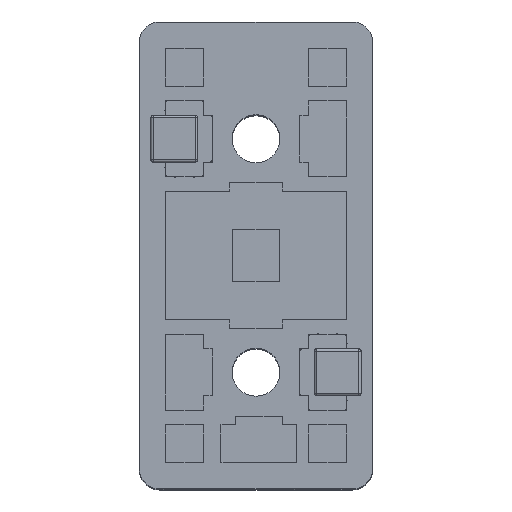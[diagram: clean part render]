
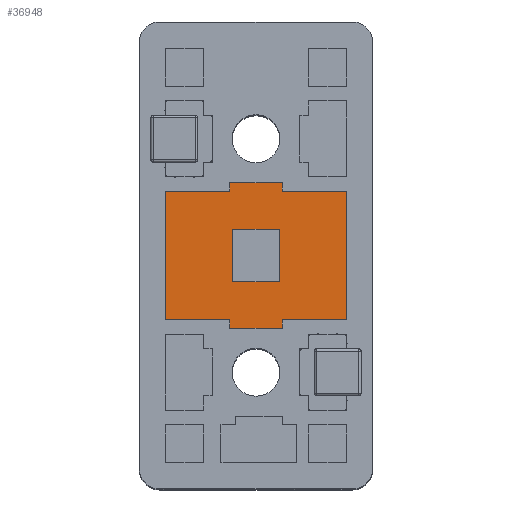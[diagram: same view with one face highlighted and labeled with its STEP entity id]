
A CAD part, top view. The second image highlights one B-rep face of the part: STEP entity #36948.
In plain terms, the highlighted planar face has unit normal (0, 0, 1).
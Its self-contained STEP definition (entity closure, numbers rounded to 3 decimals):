
#1325 = CARTESIAN_POINT ( 'NONE',  ( -7.25, 4.5, 96.4 ) ) ;
#1584 = FACE_BOUND ( 'NONE', #17556, .T. ) ;
#2279 = VECTOR ( 'NONE', #21814, 1000. ) ;
#2592 = CARTESIAN_POINT ( 'NONE',  ( 1.272, 0., 96.4 ) ) ;
#2674 = VERTEX_POINT ( 'NONE', #42972 ) ;
#2810 = EDGE_CURVE ( 'NONE', #21083, #28174, #4730, .T. ) ;
#2954 = VERTEX_POINT ( 'NONE', #44943 ) ;
#3338 = VECTOR ( 'NONE', #42097, 1000. ) ;
#4347 = CARTESIAN_POINT ( 'NONE',  ( 1.272, -11., 96.4 ) ) ;
#4730 = LINE ( 'NONE', #22031, #34506 ) ;
#6083 = VECTOR ( 'NONE', #30496, 1000. ) ;
#6100 = VECTOR ( 'NONE', #29390, 1000. ) ;
#6257 = DIRECTION ( 'NONE',  ( 0., 1., 0. ) ) ;
#6258 = VECTOR ( 'NONE', #40818, 1000. ) ;
#6313 = CARTESIAN_POINT ( 'NONE',  ( -7.772, 0., 96.4 ) ) ;
#6786 = ORIENTED_EDGE ( 'NONE', *, *, #21612, .T. ) ;
#7097 = DIRECTION ( 'NONE',  ( -1., 0., 0. ) ) ;
#7898 = EDGE_CURVE ( 'NONE', #38275, #28174, #37845, .T. ) ;
#8137 = LINE ( 'NONE', #33004, #6100 ) ;
#8715 = FACE_OUTER_BOUND ( 'NONE', #30444, .T. ) ;
#8821 = LINE ( 'NONE', #2592, #6258 ) ;
#9129 = ORIENTED_EDGE ( 'NONE', *, *, #19917, .F. ) ;
#10809 = DIRECTION ( 'NONE',  ( -1., 0., 0. ) ) ;
#10988 = LINE ( 'NONE', #42486, #21884 ) ;
#11741 = VECTOR ( 'NONE', #7097, 1000. ) ;
#12408 = CARTESIAN_POINT ( 'NONE',  ( 12.25, 11., 96.4 ) ) ;
#12674 = DIRECTION ( 'NONE',  ( 0., 0., -1. ) ) ;
#13399 = ORIENTED_EDGE ( 'NONE', *, *, #42491, .T. ) ;
#13456 = VERTEX_POINT ( 'NONE', #36586 ) ;
#13689 = CARTESIAN_POINT ( 'NONE',  ( 1.272, -11., 96.4 ) ) ;
#13789 = CARTESIAN_POINT ( 'NONE',  ( -7.772, -12.5, 96.4 ) ) ;
#13998 = CARTESIAN_POINT ( 'NONE',  ( -7.25, -4.5, 96.4 ) ) ;
#14106 = VECTOR ( 'NONE', #33191, 1000. ) ;
#14706 = ORIENTED_EDGE ( 'NONE', *, *, #41724, .F. ) ;
#15404 = EDGE_CURVE ( 'NONE', #40236, #44181, #18335, .T. ) ;
#16000 = LINE ( 'NONE', #41722, #6083 ) ;
#16342 = CARTESIAN_POINT ( 'NONE',  ( -7.772, -11., 96.4 ) ) ;
#17481 = CARTESIAN_POINT ( 'NONE',  ( 1.272, -12.5, 96.4 ) ) ;
#17556 = EDGE_LOOP ( 'NONE', ( #17600, #9129, #25939, #35113 ) ) ;
#17600 = ORIENTED_EDGE ( 'NONE', *, *, #22738, .F. ) ;
#17736 = VERTEX_POINT ( 'NONE', #13689 ) ;
#18244 = CARTESIAN_POINT ( 'NONE',  ( -7.772, 12.5, 96.4 ) ) ;
#18335 = LINE ( 'NONE', #40337, #2279 ) ;
#18560 = CARTESIAN_POINT ( 'NONE',  ( 0.75, 0., 96.4 ) ) ;
#19917 = EDGE_CURVE ( 'NONE', #13456, #2954, #43376, .T. ) ;
#20448 = LINE ( 'NONE', #38597, #31167 ) ;
#20814 = EDGE_CURVE ( 'NONE', #21477, #23816, #34416, .T. ) ;
#21083 = VERTEX_POINT ( 'NONE', #33172 ) ;
#21477 = VERTEX_POINT ( 'NONE', #1325 ) ;
#21612 = EDGE_CURVE ( 'NONE', #44181, #2674, #44111, .T. ) ;
#21814 = DIRECTION ( 'NONE',  ( 0., 1., 0. ) ) ;
#21868 = ORIENTED_EDGE ( 'NONE', *, *, #15404, .T. ) ;
#21884 = VECTOR ( 'NONE', #28776, 1000. ) ;
#22031 = CARTESIAN_POINT ( 'NONE',  ( -3.25, 12.5, 96.4 ) ) ;
#22738 = EDGE_CURVE ( 'NONE', #2954, #21477, #31698, .T. ) ;
#22759 = VECTOR ( 'NONE', #23020, 1000. ) ;
#23006 = ORIENTED_EDGE ( 'NONE', *, *, #29318, .T. ) ;
#23020 = DIRECTION ( 'NONE',  ( -1., 0., 0. ) ) ;
#23178 = ORIENTED_EDGE ( 'NONE', *, *, #39142, .F. ) ;
#23500 = DIRECTION ( 'NONE',  ( -1., 0., 0. ) ) ;
#23816 = VERTEX_POINT ( 'NONE', #13998 ) ;
#24062 = VECTOR ( 'NONE', #34868, 1000. ) ;
#24814 = VERTEX_POINT ( 'NONE', #16342 ) ;
#25080 = ORIENTED_EDGE ( 'NONE', *, *, #25513, .T. ) ;
#25335 = VECTOR ( 'NONE', #10809, 1000. ) ;
#25513 = EDGE_CURVE ( 'NONE', #26579, #24814, #16000, .T. ) ;
#25939 = ORIENTED_EDGE ( 'NONE', *, *, #44097, .F. ) ;
#26579 = VERTEX_POINT ( 'NONE', #40277 ) ;
#27082 = DIRECTION ( 'NONE',  ( 0., -1., 0. ) ) ;
#27170 = CARTESIAN_POINT ( 'NONE',  ( -3.25, 0., 96.4 ) ) ;
#27980 = ORIENTED_EDGE ( 'NONE', *, *, #38378, .F. ) ;
#28174 = VERTEX_POINT ( 'NONE', #18244 ) ;
#28473 = EDGE_CURVE ( 'NONE', #38275, #34768, #42792, .T. ) ;
#28776 = DIRECTION ( 'NONE',  ( 0., -1., 0. ) ) ;
#29060 = LINE ( 'NONE', #4347, #3338 ) ;
#29318 = EDGE_CURVE ( 'NONE', #17736, #40236, #29060, .T. ) ;
#29390 = DIRECTION ( 'NONE',  ( 1., 0., 0. ) ) ;
#29537 = CARTESIAN_POINT ( 'NONE',  ( 12.25, -11., 96.4 ) ) ;
#29820 = VECTOR ( 'NONE', #43607, 1000. ) ;
#29953 = ORIENTED_EDGE ( 'NONE', *, *, #2810, .T. ) ;
#30333 = AXIS2_PLACEMENT_3D ( 'NONE', #27170, #12674, #23500 ) ;
#30444 = EDGE_LOOP ( 'NONE', ( #14706, #29953, #35853, #45419, #32660, #25080, #27980, #13399, #23178, #23006, #21868, #6786 ) ) ;
#30496 = DIRECTION ( 'NONE',  ( 1., 0., 0. ) ) ;
#31167 = VECTOR ( 'NONE', #42018, 1000. ) ;
#31210 = EDGE_CURVE ( 'NONE', #34768, #26579, #10988, .T. ) ;
#31698 = LINE ( 'NONE', #35864, #11741 ) ;
#31866 = VECTOR ( 'NONE', #6257, 1000. ) ;
#32499 = CARTESIAN_POINT ( 'NONE',  ( -18.75, 11., 96.4 ) ) ;
#32660 = ORIENTED_EDGE ( 'NONE', *, *, #31210, .T. ) ;
#33004 = CARTESIAN_POINT ( 'NONE',  ( -3.25, -12.5, 96.4 ) ) ;
#33172 = CARTESIAN_POINT ( 'NONE',  ( 1.272, 12.5, 96.4 ) ) ;
#33191 = DIRECTION ( 'NONE',  ( 0., -1., 0. ) ) ;
#33720 = CARTESIAN_POINT ( 'NONE',  ( -7.25, 0., 96.4 ) ) ;
#33859 = CARTESIAN_POINT ( 'NONE',  ( -7.772, 0., 96.4 ) ) ;
#34416 = LINE ( 'NONE', #33720, #45264 ) ;
#34469 = CARTESIAN_POINT ( 'NONE',  ( 12.25, 11., 96.4 ) ) ;
#34506 = VECTOR ( 'NONE', #38795, 1000. ) ;
#34559 = LINE ( 'NONE', #33859, #31866 ) ;
#34768 = VERTEX_POINT ( 'NONE', #32499 ) ;
#34868 = DIRECTION ( 'NONE',  ( 0., 1., 0. ) ) ;
#35113 = ORIENTED_EDGE ( 'NONE', *, *, #20814, .F. ) ;
#35853 = ORIENTED_EDGE ( 'NONE', *, *, #7898, .F. ) ;
#35864 = CARTESIAN_POINT ( 'NONE',  ( -3.25, 4.5, 96.4 ) ) ;
#35917 = CARTESIAN_POINT ( 'NONE',  ( -7.772, 11., 96.4 ) ) ;
#36586 = CARTESIAN_POINT ( 'NONE',  ( 0.75, -4.5, 96.4 ) ) ;
#36948 = ADVANCED_FACE ( 'NONE', ( #1584, #8715 ), #43244, .F. ) ;
#37553 = CARTESIAN_POINT ( 'NONE',  ( 1.272, 0., 96.4 ) ) ;
#37845 = LINE ( 'NONE', #6313, #24062 ) ;
#38275 = VERTEX_POINT ( 'NONE', #44852 ) ;
#38378 = EDGE_CURVE ( 'NONE', #42121, #24814, #34559, .T. ) ;
#38597 = CARTESIAN_POINT ( 'NONE',  ( -3.25, -4.5, 96.4 ) ) ;
#38709 = VERTEX_POINT ( 'NONE', #17481 ) ;
#38795 = DIRECTION ( 'NONE',  ( -1., 0., 0. ) ) ;
#39142 = EDGE_CURVE ( 'NONE', #17736, #38709, #8821, .T. ) ;
#40236 = VERTEX_POINT ( 'NONE', #29537 ) ;
#40277 = CARTESIAN_POINT ( 'NONE',  ( -18.75, -11., 96.4 ) ) ;
#40337 = CARTESIAN_POINT ( 'NONE',  ( 12.25, 0., 96.4 ) ) ;
#40818 = DIRECTION ( 'NONE',  ( 0., -1., 0. ) ) ;
#41722 = CARTESIAN_POINT ( 'NONE',  ( -18.75, -11., 96.4 ) ) ;
#41724 = EDGE_CURVE ( 'NONE', #21083, #2674, #44620, .T. ) ;
#42018 = DIRECTION ( 'NONE',  ( 1., 0., 0. ) ) ;
#42097 = DIRECTION ( 'NONE',  ( 1., 0., 0. ) ) ;
#42121 = VERTEX_POINT ( 'NONE', #13789 ) ;
#42486 = CARTESIAN_POINT ( 'NONE',  ( -18.75, 0., 96.4 ) ) ;
#42491 = EDGE_CURVE ( 'NONE', #42121, #38709, #8137, .T. ) ;
#42792 = LINE ( 'NONE', #35917, #25335 ) ;
#42972 = CARTESIAN_POINT ( 'NONE',  ( 1.272, 11., 96.4 ) ) ;
#43244 = PLANE ( 'NONE',  #30333 ) ;
#43376 = LINE ( 'NONE', #18560, #29820 ) ;
#43607 = DIRECTION ( 'NONE',  ( 0., 1., 0. ) ) ;
#44097 = EDGE_CURVE ( 'NONE', #23816, #13456, #20448, .T. ) ;
#44111 = LINE ( 'NONE', #12408, #22759 ) ;
#44181 = VERTEX_POINT ( 'NONE', #34469 ) ;
#44620 = LINE ( 'NONE', #37553, #14106 ) ;
#44852 = CARTESIAN_POINT ( 'NONE',  ( -7.772, 11., 96.4 ) ) ;
#44943 = CARTESIAN_POINT ( 'NONE',  ( 0.75, 4.5, 96.4 ) ) ;
#45264 = VECTOR ( 'NONE', #27082, 1000. ) ;
#45419 = ORIENTED_EDGE ( 'NONE', *, *, #28473, .T. ) ;
